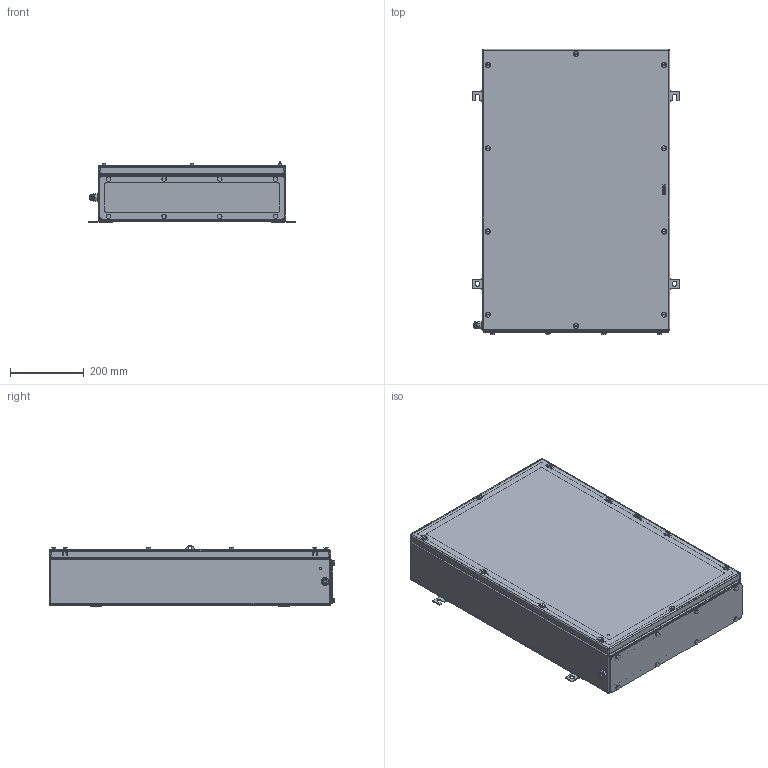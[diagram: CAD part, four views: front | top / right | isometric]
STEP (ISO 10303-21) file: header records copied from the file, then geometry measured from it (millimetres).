
FILE_DESCRIPTION(('CATIA V5 STEP Exchange','CAx-IF Rec.Pracs.--- Model Styling and Organization---1.4--- 2014-01-23'),'2;1');
FILE_NAME ('008580-5_2_1195410000_1195410000.stp','2019-07-19T06:38:29+00:00',('none'),('Weidmueller'),'CATIA Version 5-6 Release 2016 SP3 HF44','CATIA V5 STEP AP214','none');
FILE_SCHEMA(('AUTOMOTIVE_DESIGN { 1 0 10303 214 1 1 1 1 }'));
Products named in the file (1): 1195410000
Bounding box: 559 x 773 x 165 mm (x, y, z)
Volume: 2292514.3 mm3; surface area: 2772449 mm2
Topology: 73 solids, 73 shells, 2666 faces, 6294 edges, 3691 vertices
Faces by surface type: cylinder 1109, plane 979, torus 212, sphere 156, cone 150, bspline 60
Entity records: 75531 total; most frequent: CARTESIAN_POINT 18552, ORIENTED_EDGE 12184, DIRECTION 10048, EDGE_CURVE 6092, AXIS2_PLACEMENT_3D 4581, VERTEX_POINT 3691, VECTOR 3335, LINE 3335
